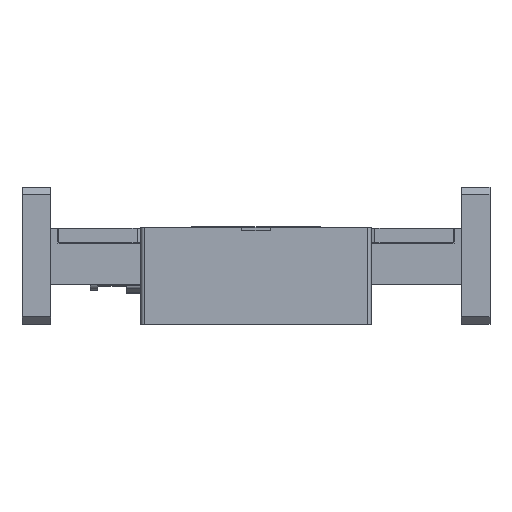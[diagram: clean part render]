
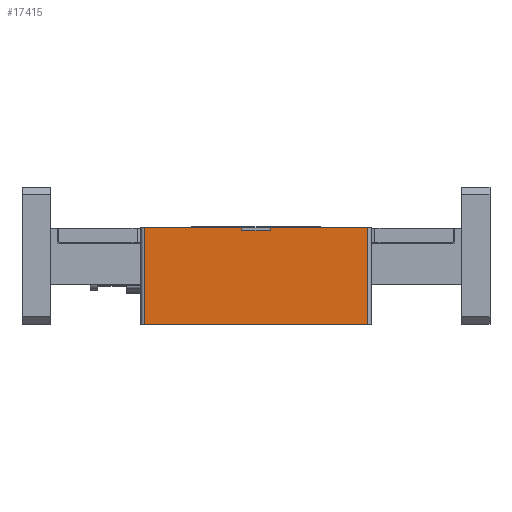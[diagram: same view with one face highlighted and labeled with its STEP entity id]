
A CAD part, top view. The second image highlights one B-rep face of the part: STEP entity #17415.
In plain terms, the highlighted planar face has unit normal (0, 0, 1).
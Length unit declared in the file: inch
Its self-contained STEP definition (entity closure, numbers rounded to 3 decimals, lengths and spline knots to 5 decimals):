
#142 = VECTOR ( 'NONE', #4241, 39.37008 ) ;
#649 = CARTESIAN_POINT ( 'NONE',  ( -0.61024, 0., 0. ) ) ;
#1013 = LINE ( 'NONE', #1485, #142 ) ;
#1134 = DIRECTION ( 'NONE',  ( 0., -1., 0. ) ) ;
#1447 = CARTESIAN_POINT ( 'NONE',  ( 0.07874, 0.5315, 0. ) ) ;
#1485 = CARTESIAN_POINT ( 'NONE',  ( -0.61024, 0., 0. ) ) ;
#1642 = VERTEX_POINT ( 'NONE', #12401 ) ;
#1651 = VECTOR ( 'NONE', #13553, 39.37008 ) ;
#3280 = EDGE_CURVE ( 'NONE', #24420, #6721, #29062, .T. ) ;
#4241 = DIRECTION ( 'NONE',  ( 1., 0., 0. ) ) ;
#4989 = LINE ( 'NONE', #16500, #11434 ) ;
#5291 = PLANE ( 'NONE',  #33231 ) ;
#6582 = EDGE_CURVE ( 'NONE', #21273, #21881, #1013, .T. ) ;
#6587 = EDGE_CURVE ( 'NONE', #10287, #21273, #22400, .T. ) ;
#6721 = VERTEX_POINT ( 'NONE', #21673 ) ;
#6979 = CARTESIAN_POINT ( 'NONE',  ( -0.61024, 0.5315, 0. ) ) ;
#8635 = CARTESIAN_POINT ( 'NONE',  ( 0.07874, 0.5315, 0. ) ) ;
#8673 = DIRECTION ( 'NONE',  ( -1., 0., 0. ) ) ;
#9076 = ORIENTED_EDGE ( 'NONE', *, *, #6587, .T. ) ;
#9351 = DIRECTION ( 'NONE',  ( 0., -1., 0. ) ) ;
#10287 = VERTEX_POINT ( 'NONE', #23871 ) ;
#10352 = ORIENTED_EDGE ( 'NONE', *, *, #18197, .F. ) ;
#11009 = DIRECTION ( 'NONE',  ( 0., 1., 0. ) ) ;
#11434 = VECTOR ( 'NONE', #13855, 39.37008 ) ;
#11450 = DIRECTION ( 'NONE',  ( 1., 0., 0. ) ) ;
#11944 = VECTOR ( 'NONE', #11450, 39.37008 ) ;
#12401 = CARTESIAN_POINT ( 'NONE',  ( -0.07874, 0.5315, 0. ) ) ;
#12578 = EDGE_CURVE ( 'NONE', #24420, #25557, #25774, .T. ) ;
#13553 = DIRECTION ( 'NONE',  ( 1., 0., 0. ) ) ;
#13855 = DIRECTION ( 'NONE',  ( 1., 0., 0. ) ) ;
#14667 = LINE ( 'NONE', #24756, #15112 ) ;
#14745 = CARTESIAN_POINT ( 'NONE',  ( 0.61024, 0., 0. ) ) ;
#15112 = VECTOR ( 'NONE', #11009, 39.37008 ) ;
#15326 = EDGE_CURVE ( 'NONE', #10287, #1642, #34249, .T. ) ;
#15931 = VECTOR ( 'NONE', #9351, 39.37008 ) ;
#16500 = CARTESIAN_POINT ( 'NONE',  ( -0.61024, 0.51181, 0. ) ) ;
#17415 = ADVANCED_FACE ( 'NONE', ( #19165 ), #5291, .F. ) ;
#17612 = ORIENTED_EDGE ( 'NONE', *, *, #3280, .F. ) ;
#18197 = EDGE_CURVE ( 'NONE', #6721, #21881, #33254, .T. ) ;
#19165 = FACE_OUTER_BOUND ( 'NONE', #34971, .T. ) ;
#19815 = CARTESIAN_POINT ( 'NONE',  ( 0.61024, 0.5315, 0. ) ) ;
#20115 = ORIENTED_EDGE ( 'NONE', *, *, #6582, .T. ) ;
#20151 = ORIENTED_EDGE ( 'NONE', *, *, #25624, .F. ) ;
#20231 = VERTEX_POINT ( 'NONE', #29712 ) ;
#20285 = ORIENTED_EDGE ( 'NONE', *, *, #15326, .F. ) ;
#21119 = VECTOR ( 'NONE', #1134, 39.37008 ) ;
#21273 = VERTEX_POINT ( 'NONE', #649 ) ;
#21673 = CARTESIAN_POINT ( 'NONE',  ( 0.61024, 0.5315, 0. ) ) ;
#21774 = EDGE_CURVE ( 'NONE', #20231, #1642, #14667, .T. ) ;
#21881 = VERTEX_POINT ( 'NONE', #14745 ) ;
#22339 = CARTESIAN_POINT ( 'NONE',  ( -0.61024, 0.5315, 0. ) ) ;
#22400 = LINE ( 'NONE', #6979, #21119 ) ;
#23871 = CARTESIAN_POINT ( 'NONE',  ( -0.61024, 0.5315, 0. ) ) ;
#23895 = ORIENTED_EDGE ( 'NONE', *, *, #21774, .T. ) ;
#24420 = VERTEX_POINT ( 'NONE', #1447 ) ;
#24435 = CARTESIAN_POINT ( 'NONE',  ( -0.61024, 0.5315, 0. ) ) ;
#24756 = CARTESIAN_POINT ( 'NONE',  ( -0.07874, 0.5315, 0. ) ) ;
#25041 = DIRECTION ( 'NONE',  ( 0., 0., -1. ) ) ;
#25557 = VERTEX_POINT ( 'NONE', #31938 ) ;
#25624 = EDGE_CURVE ( 'NONE', #20231, #25557, #4989, .T. ) ;
#25774 = LINE ( 'NONE', #8635, #15931 ) ;
#28954 = VECTOR ( 'NONE', #33824, 39.37008 ) ;
#29062 = LINE ( 'NONE', #30422, #1651 ) ;
#29712 = CARTESIAN_POINT ( 'NONE',  ( -0.07874, 0.51181, 0. ) ) ;
#30422 = CARTESIAN_POINT ( 'NONE',  ( -0.61024, 0.5315, 0. ) ) ;
#31938 = CARTESIAN_POINT ( 'NONE',  ( 0.07874, 0.51181, 0. ) ) ;
#33106 = ORIENTED_EDGE ( 'NONE', *, *, #12578, .T. ) ;
#33231 = AXIS2_PLACEMENT_3D ( 'NONE', #24435, #25041, #8673 ) ;
#33254 = LINE ( 'NONE', #19815, #28954 ) ;
#33824 = DIRECTION ( 'NONE',  ( 0., -1., 0. ) ) ;
#34249 = LINE ( 'NONE', #22339, #11944 ) ;
#34971 = EDGE_LOOP ( 'NONE', ( #33106, #20151, #23895, #20285, #9076, #20115, #10352, #17612 ) ) ;
